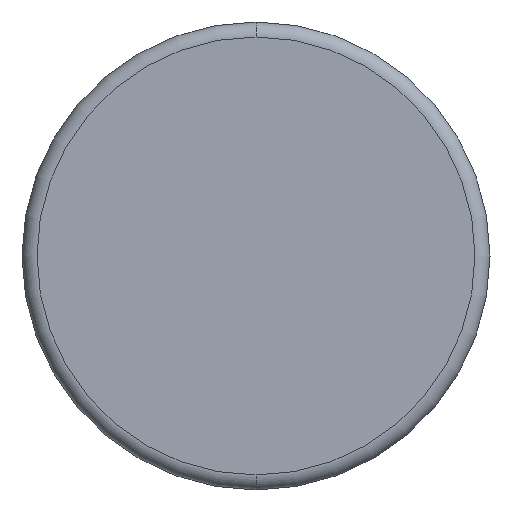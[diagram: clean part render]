
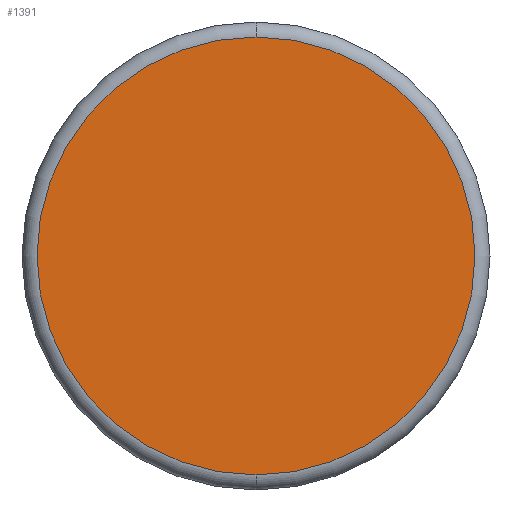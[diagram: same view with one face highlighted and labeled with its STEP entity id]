
A CAD part, top view. The second image highlights one B-rep face of the part: STEP entity #1391.
In plain terms, the highlighted planar face has unit normal (0, 0, 1).
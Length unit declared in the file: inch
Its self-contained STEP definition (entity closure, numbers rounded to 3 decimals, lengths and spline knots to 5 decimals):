
#247 = DIRECTION ( 'NONE',  ( 0., -1., 0. ) ) ;
#274 = EDGE_CURVE ( 'NONE', #6004, #4721, #6269, .T. ) ;
#598 = ORIENTED_EDGE ( 'NONE', *, *, #274, .F. ) ;
#928 = DIRECTION ( 'NONE',  ( 0., 1., 0. ) ) ;
#1130 = DIRECTION ( 'NONE',  ( 0., 1., 0. ) ) ;
#1391 = ADVANCED_FACE ( 'NONE', ( #6156 ), #5080, .T. ) ;
#1706 = DIRECTION ( 'NONE',  ( 0., 0., 1. ) ) ;
#2040 = CARTESIAN_POINT ( 'NONE',  ( 0., 0., 0.15625 ) ) ;
#2112 = AXIS2_PLACEMENT_3D ( 'NONE', #4094, #1706, #247 ) ;
#2558 = AXIS2_PLACEMENT_3D ( 'NONE', #2040, #2575, #1130 ) ;
#2575 = DIRECTION ( 'NONE',  ( 0., 0., -1. ) ) ;
#2859 = DIRECTION ( 'NONE',  ( 0., 0., -1. ) ) ;
#2879 = EDGE_LOOP ( 'NONE', ( #5700, #598 ) ) ;
#3017 = CIRCLE ( 'NONE', #5061, 0.0744 ) ;
#3847 = CARTESIAN_POINT ( 'NONE',  ( 0., 0.0744, 0.15625 ) ) ;
#4094 = CARTESIAN_POINT ( 'NONE',  ( 0., 0.0744, 0.15625 ) ) ;
#4561 = CARTESIAN_POINT ( 'NONE',  ( 0., -0.0744, 0.15625 ) ) ;
#4721 = VERTEX_POINT ( 'NONE', #3847 ) ;
#5061 = AXIS2_PLACEMENT_3D ( 'NONE', #5764, #2859, #928 ) ;
#5080 = PLANE ( 'NONE',  #2112 ) ;
#5585 = EDGE_CURVE ( 'NONE', #4721, #6004, #3017, .T. ) ;
#5700 = ORIENTED_EDGE ( 'NONE', *, *, #5585, .F. ) ;
#5764 = CARTESIAN_POINT ( 'NONE',  ( 0., 0., 0.15625 ) ) ;
#6004 = VERTEX_POINT ( 'NONE', #4561 ) ;
#6156 = FACE_OUTER_BOUND ( 'NONE', #2879, .T. ) ;
#6269 = CIRCLE ( 'NONE', #2558, 0.0744 ) ;
